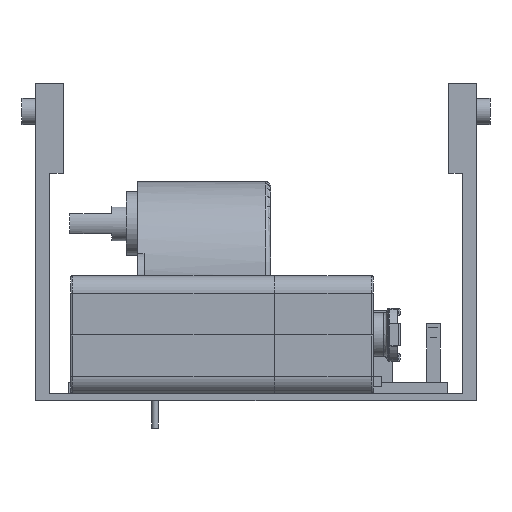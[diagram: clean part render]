
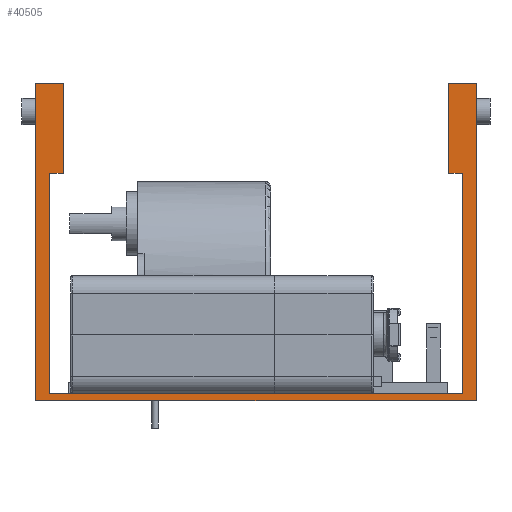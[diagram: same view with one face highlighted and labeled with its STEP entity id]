
A CAD part, left-side view. The second image highlights one B-rep face of the part: STEP entity #40505.
In plain terms, the highlighted planar face has unit normal (-1, 0, 0).
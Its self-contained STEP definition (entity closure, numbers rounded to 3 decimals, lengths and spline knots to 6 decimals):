
#1147=PLANE('',#44762);
#3714=LINE('',#68702,#7629);
#3748=LINE('',#68779,#7663);
#3757=LINE('',#68805,#7672);
#3775=LINE('',#68840,#7690);
#3785=LINE('',#68859,#7700);
#3786=LINE('',#68861,#7701);
#3787=LINE('',#68863,#7702);
#3788=LINE('',#68865,#7703);
#3789=LINE('',#68866,#7704);
#3790=LINE('',#68868,#7705);
#3791=LINE('',#68870,#7706);
#3792=LINE('',#68872,#7707);
#3793=LINE('',#68874,#7708);
#3794=LINE('',#68876,#7709);
#7629=VECTOR('',#52409,1.);
#7663=VECTOR('',#52453,1.);
#7672=VECTOR('',#52472,1.);
#7690=VECTOR('',#52494,1.);
#7700=VECTOR('',#52512,1.);
#7701=VECTOR('',#52513,1.);
#7702=VECTOR('',#52514,1.);
#7703=VECTOR('',#52515,1.);
#7704=VECTOR('',#52516,1.);
#7705=VECTOR('',#52517,1.);
#7706=VECTOR('',#52518,1.);
#7707=VECTOR('',#52519,1.);
#7708=VECTOR('',#52520,1.);
#7709=VECTOR('',#52521,1.);
#15786=ORIENTED_EDGE('',*,*,#24383,.T.);
#15787=ORIENTED_EDGE('',*,*,#24462,.F.);
#15788=ORIENTED_EDGE('',*,*,#24463,.F.);
#15789=ORIENTED_EDGE('',*,*,#24464,.F.);
#15790=ORIENTED_EDGE('',*,*,#24465,.T.);
#15791=ORIENTED_EDGE('',*,*,#24452,.T.);
#15792=ORIENTED_EDGE('',*,*,#24434,.T.);
#15793=ORIENTED_EDGE('',*,*,#24421,.F.);
#15794=ORIENTED_EDGE('',*,*,#24466,.F.);
#15795=ORIENTED_EDGE('',*,*,#24467,.F.);
#15796=ORIENTED_EDGE('',*,*,#24468,.F.);
#15797=ORIENTED_EDGE('',*,*,#24469,.T.);
#15798=ORIENTED_EDGE('',*,*,#24470,.T.);
#15799=ORIENTED_EDGE('',*,*,#24471,.T.);
#24383=EDGE_CURVE('',#29127,#29125,#3714,.T.);
#24421=EDGE_CURVE('',#29164,#29161,#3748,.T.);
#24434=EDGE_CURVE('',#29177,#29161,#3757,.T.);
#24452=EDGE_CURVE('',#29192,#29177,#3775,.T.);
#24462=EDGE_CURVE('',#29197,#29125,#3785,.T.);
#24463=EDGE_CURVE('',#29198,#29197,#3786,.T.);
#24464=EDGE_CURVE('',#29199,#29198,#3787,.T.);
#24465=EDGE_CURVE('',#29199,#29192,#3788,.T.);
#24466=EDGE_CURVE('',#29200,#29164,#3789,.T.);
#24467=EDGE_CURVE('',#29201,#29200,#3790,.T.);
#24468=EDGE_CURVE('',#29202,#29201,#3791,.T.);
#24469=EDGE_CURVE('',#29202,#29203,#3792,.T.);
#24470=EDGE_CURVE('',#29203,#29204,#3793,.T.);
#24471=EDGE_CURVE('',#29204,#29127,#3794,.T.);
#29125=VERTEX_POINT('',#68700);
#29127=VERTEX_POINT('',#68703);
#29161=VERTEX_POINT('',#68773);
#29164=VERTEX_POINT('',#68778);
#29177=VERTEX_POINT('',#68806);
#29192=VERTEX_POINT('',#68841);
#29197=VERTEX_POINT('',#68860);
#29198=VERTEX_POINT('',#68862);
#29199=VERTEX_POINT('',#68864);
#29200=VERTEX_POINT('',#68867);
#29201=VERTEX_POINT('',#68869);
#29202=VERTEX_POINT('',#68871);
#29203=VERTEX_POINT('',#68873);
#29204=VERTEX_POINT('',#68875);
#34216=EDGE_LOOP('',(#15786,#15787,#15788,#15789,#15790,#15791,#15792,#15793,
#15794,#15795,#15796,#15797,#15798,#15799));
#37102=FACE_BOUND('',#34216,.T.);
#40505=ADVANCED_FACE('',(#37102),#1147,.T.);
#44762=AXIS2_PLACEMENT_3D('',#68858,#52510,#52511);
#52409=DIRECTION('',(0.,0.,1.));
#52453=DIRECTION('',(0.,0.,1.));
#52472=DIRECTION('',(0.,-1.,0.));
#52494=DIRECTION('',(0.,0.,1.));
#52510=DIRECTION('',(-1.,0.,0.));
#52511=DIRECTION('',(0.,0.,1.));
#52512=DIRECTION('',(0.,-1.,0.));
#52513=DIRECTION('',(0.,0.,1.));
#52514=DIRECTION('',(0.,0.,1.));
#52515=DIRECTION('',(0.,-1.,0.));
#52516=DIRECTION('',(0.,-1.,0.));
#52517=DIRECTION('',(0.,0.,-1.));
#52518=DIRECTION('',(0.,-1.,0.));
#52519=DIRECTION('',(0.,0.,-1.));
#52520=DIRECTION('',(0.,0.,-1.));
#52521=DIRECTION('',(0.,-1.,0.));
#68700=CARTESIAN_POINT('',(-0.094,-0.042,0.015));
#68702=CARTESIAN_POINT('',(-0.094,-0.042,0.013));
#68703=CARTESIAN_POINT('',(-0.094,-0.042,-0.049));
#68773=CARTESIAN_POINT('',(-0.094,-0.041,0.013));
#68778=CARTESIAN_POINT('',(-0.094,-0.041,-0.047));
#68779=CARTESIAN_POINT('',(-0.094,-0.041,-0.017));
#68805=CARTESIAN_POINT('',(-0.094,0.004,0.013));
#68806=CARTESIAN_POINT('',(-0.094,-0.009,0.013));
#68840=CARTESIAN_POINT('',(-0.094,-0.009,0.011));
#68841=CARTESIAN_POINT('',(-0.094,-0.009,0.011));
#68858=CARTESIAN_POINT('',(-0.094,0.004,0.013));
#68859=CARTESIAN_POINT('',(-0.094,0.004,0.015));
#68860=CARTESIAN_POINT('',(-0.094,0.004,0.015));
#68861=CARTESIAN_POINT('',(-0.094,0.004,0.013));
#68862=CARTESIAN_POINT('',(-0.094,0.004,0.013));
#68863=CARTESIAN_POINT('',(-0.094,0.004,0.011));
#68864=CARTESIAN_POINT('',(-0.094,0.004,0.011));
#68865=CARTESIAN_POINT('',(-0.094,0.004,0.011));
#68866=CARTESIAN_POINT('',(-0.094,0.004,-0.047));
#68867=CARTESIAN_POINT('',(-0.094,-0.009,-0.047));
#68868=CARTESIAN_POINT('',(-0.094,-0.009,-0.045));
#68869=CARTESIAN_POINT('',(-0.094,-0.009,-0.045));
#68870=CARTESIAN_POINT('',(-0.094,0.004,-0.045));
#68871=CARTESIAN_POINT('',(-0.094,0.004,-0.045));
#68872=CARTESIAN_POINT('',(-0.094,0.004,-0.045));
#68873=CARTESIAN_POINT('',(-0.094,0.004,-0.047));
#68874=CARTESIAN_POINT('',(-0.094,0.004,-0.047));
#68875=CARTESIAN_POINT('',(-0.094,0.004,-0.049));
#68876=CARTESIAN_POINT('',(-0.094,0.004,-0.049));
